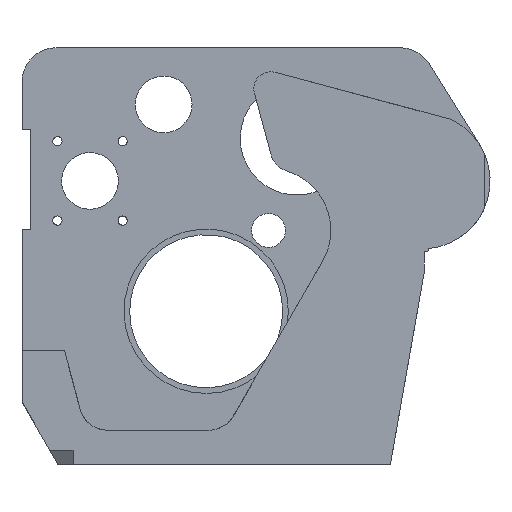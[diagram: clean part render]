
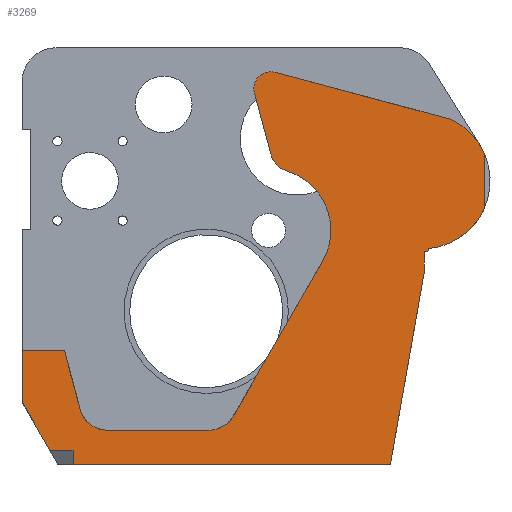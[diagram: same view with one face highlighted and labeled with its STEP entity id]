
A CAD part, left-side view. The second image highlights one B-rep face of the part: STEP entity #3269.
In plain terms, the highlighted planar face has unit normal (-1, 0, 0).
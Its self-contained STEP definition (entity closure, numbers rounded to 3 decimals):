
#189=FACE_OUTER_BOUND('',#348,.T.);
#348=EDGE_LOOP('',(#2185,#2186,#2187,#2188,#2189,#2190,#2191,#2192,#2193,
#2194,#2195,#2196,#2197,#2198,#2199,#2200,#2201,#2202,#2203,#2204,#2205,
#2206,#2207));
#549=CIRCLE('',#3449,8.);
#550=CIRCLE('',#3450,22.);
#551=CIRCLE('',#3451,10.);
#552=CIRCLE('',#3452,10.);
#553=CIRCLE('',#3453,24.);
#554=CIRCLE('',#3454,24.);
#555=CIRCLE('',#3455,6.);
#746=LINE('',#4897,#1028);
#747=LINE('',#4903,#1029);
#748=LINE('',#4907,#1030);
#749=LINE('',#4911,#1031);
#750=LINE('',#4913,#1032);
#751=LINE('',#4915,#1033);
#752=LINE('',#4917,#1034);
#753=LINE('',#4919,#1035);
#754=LINE('',#4921,#1036);
#755=LINE('',#4923,#1037);
#756=LINE('',#4925,#1038);
#757=LINE('',#4927,#1039);
#758=LINE('',#4929,#1040);
#759=LINE('',#4931,#1041);
#760=LINE('',#4935,#1042);
#761=LINE('',#4939,#1043);
#1028=VECTOR('',#3839,22.583);
#1029=VECTOR('',#3844,62.931);
#1030=VECTOR('',#3847,35.751);
#1031=VECTOR('',#3850,21.314);
#1032=VECTOR('',#3851,15.);
#1033=VECTOR('',#3852,18.);
#1034=VECTOR('',#3853,19.63);
#1035=VECTOR('',#3854,8.185);
#1036=VECTOR('',#3855,5.);
#1037=VECTOR('',#3856,112.);
#1038=VECTOR('',#3857,68.468);
#1039=VECTOR('',#3858,7.573);
#1040=VECTOR('',#3859,1.335);
#1041=VECTOR('',#3860,1.12);
#1042=VECTOR('',#3863,19.183);
#1043=VECTOR('',#3866,64.25);
#1310=VERTEX_POINT('',#4895);
#1311=VERTEX_POINT('',#4896);
#1312=VERTEX_POINT('',#4898);
#1313=VERTEX_POINT('',#4900);
#1314=VERTEX_POINT('',#4902);
#1315=VERTEX_POINT('',#4904);
#1316=VERTEX_POINT('',#4906);
#1317=VERTEX_POINT('',#4908);
#1318=VERTEX_POINT('',#4910);
#1319=VERTEX_POINT('',#4912);
#1320=VERTEX_POINT('',#4914);
#1321=VERTEX_POINT('',#4916);
#1322=VERTEX_POINT('',#4918);
#1323=VERTEX_POINT('',#4920);
#1324=VERTEX_POINT('',#4922);
#1325=VERTEX_POINT('',#4924);
#1326=VERTEX_POINT('',#4926);
#1327=VERTEX_POINT('',#4928);
#1328=VERTEX_POINT('',#4930);
#1329=VERTEX_POINT('',#4932);
#1330=VERTEX_POINT('',#4934);
#1331=VERTEX_POINT('',#4936);
#1332=VERTEX_POINT('',#4938);
#1673=EDGE_CURVE('',#1310,#1311,#746,.T.);
#1674=EDGE_CURVE('',#1312,#1310,#549,.T.);
#1675=EDGE_CURVE('',#1313,#1312,#550,.T.);
#1676=EDGE_CURVE('',#1314,#1313,#747,.T.);
#1677=EDGE_CURVE('',#1314,#1315,#551,.T.);
#1678=EDGE_CURVE('',#1316,#1315,#748,.T.);
#1679=EDGE_CURVE('',#1316,#1317,#552,.T.);
#1680=EDGE_CURVE('',#1318,#1317,#749,.T.);
#1681=EDGE_CURVE('',#1319,#1318,#750,.T.);
#1682=EDGE_CURVE('',#1320,#1319,#751,.T.);
#1683=EDGE_CURVE('',#1321,#1320,#752,.T.);
#1684=EDGE_CURVE('',#1321,#1322,#753,.T.);
#1685=EDGE_CURVE('',#1323,#1322,#754,.T.);
#1686=EDGE_CURVE('',#1324,#1323,#755,.T.);
#1687=EDGE_CURVE('',#1325,#1324,#756,.T.);
#1688=EDGE_CURVE('',#1325,#1326,#757,.T.);
#1689=EDGE_CURVE('',#1327,#1326,#758,.T.);
#1690=EDGE_CURVE('',#1328,#1327,#759,.T.);
#1691=EDGE_CURVE('',#1329,#1328,#553,.T.);
#1692=EDGE_CURVE('',#1330,#1329,#760,.T.);
#1693=EDGE_CURVE('',#1331,#1330,#554,.T.);
#1694=EDGE_CURVE('',#1332,#1331,#761,.T.);
#1695=EDGE_CURVE('',#1311,#1332,#555,.T.);
#2185=ORIENTED_EDGE('',*,*,#1673,.F.);
#2186=ORIENTED_EDGE('',*,*,#1674,.F.);
#2187=ORIENTED_EDGE('',*,*,#1675,.F.);
#2188=ORIENTED_EDGE('',*,*,#1676,.F.);
#2189=ORIENTED_EDGE('',*,*,#1677,.T.);
#2190=ORIENTED_EDGE('',*,*,#1678,.F.);
#2191=ORIENTED_EDGE('',*,*,#1679,.T.);
#2192=ORIENTED_EDGE('',*,*,#1680,.F.);
#2193=ORIENTED_EDGE('',*,*,#1681,.F.);
#2194=ORIENTED_EDGE('',*,*,#1682,.F.);
#2195=ORIENTED_EDGE('',*,*,#1683,.F.);
#2196=ORIENTED_EDGE('',*,*,#1684,.T.);
#2197=ORIENTED_EDGE('',*,*,#1685,.F.);
#2198=ORIENTED_EDGE('',*,*,#1686,.F.);
#2199=ORIENTED_EDGE('',*,*,#1687,.F.);
#2200=ORIENTED_EDGE('',*,*,#1688,.T.);
#2201=ORIENTED_EDGE('',*,*,#1689,.F.);
#2202=ORIENTED_EDGE('',*,*,#1690,.F.);
#2203=ORIENTED_EDGE('',*,*,#1691,.F.);
#2204=ORIENTED_EDGE('',*,*,#1692,.F.);
#2205=ORIENTED_EDGE('',*,*,#1693,.F.);
#2206=ORIENTED_EDGE('',*,*,#1694,.F.);
#2207=ORIENTED_EDGE('',*,*,#1695,.F.);
#3209=PLANE('',#3448);
#3269=ADVANCED_FACE('',(#189),#3209,.T.);
#3448=AXIS2_PLACEMENT_3D('',#4894,#3837,#3838);
#3449=AXIS2_PLACEMENT_3D('',#4899,#3840,#3841);
#3450=AXIS2_PLACEMENT_3D('',#4901,#3842,#3843);
#3451=AXIS2_PLACEMENT_3D('',#4905,#3845,#3846);
#3452=AXIS2_PLACEMENT_3D('',#4909,#3848,#3849);
#3453=AXIS2_PLACEMENT_3D('',#4933,#3861,#3862);
#3454=AXIS2_PLACEMENT_3D('',#4937,#3864,#3865);
#3455=AXIS2_PLACEMENT_3D('',#4940,#3867,#3868);
#3837=DIRECTION('center_axis',(-1.,0.,0.));
#3838=DIRECTION('ref_axis',(0.,0.,1.));
#3839=DIRECTION('',(0.,0.259,0.966));
#3840=DIRECTION('center_axis',(1.,0.,0.));
#3841=DIRECTION('ref_axis',(0.,0.287,-0.958));
#3842=DIRECTION('center_axis',(-1.,0.,0.));
#3843=DIRECTION('ref_axis',(0.,-0.866,-0.5));
#3844=DIRECTION('',(0.,-0.5,0.866));
#3845=DIRECTION('center_axis',(1.,0.,0.));
#3846=DIRECTION('ref_axis',(0.,-0.866,-0.5));
#3847=DIRECTION('',(0.,-1.,0.));
#3848=DIRECTION('center_axis',(1.,0.,0.));
#3849=DIRECTION('ref_axis',(0.,0.,-1.));
#3850=DIRECTION('',(0.,-0.259,-0.966));
#3851=DIRECTION('',(0.,-1.,0.));
#3852=DIRECTION('',(0.,0.,1.));
#3853=DIRECTION('',(0.,0.5,0.866));
#3854=DIRECTION('',(0.,-1.,0.));
#3855=DIRECTION('',(0.,0.,1.));
#3856=DIRECTION('',(0.,1.,0.));
#3857=DIRECTION('',(0.,0.174,-0.985));
#3858=DIRECTION('',(0.,0.,1.));
#3859=DIRECTION('',(0.,1.,0.));
#3860=DIRECTION('',(0.,0.174,-0.985));
#3861=DIRECTION('center_axis',(1.,0.,0.));
#3862=DIRECTION('ref_axis',(0.,-0.917,-0.4));
#3863=DIRECTION('',(0.,0.,-1.));
#3864=DIRECTION('center_axis',(1.,0.,0.));
#3865=DIRECTION('ref_axis',(0.,-0.427,0.904));
#3866=DIRECTION('',(0.,-0.966,-0.259));
#3867=DIRECTION('center_axis',(1.,0.,0.));
#3868=DIRECTION('ref_axis',(0.,0.966,-0.259));
#4894=CARTESIAN_POINT('Origin',(-156.,0.,0.));
#4895=CARTESIAN_POINT('',(-156.,42.106,109.164));
#4896=CARTESIAN_POINT('',(-156.,47.951,130.978));
#4897=CARTESIAN_POINT('',(-156.,42.106,109.164));
#4898=CARTESIAN_POINT('',(-156.,36.677,103.572));
#4899=CARTESIAN_POINT('Origin',(-156.,34.378,111.234));
#4900=CARTESIAN_POINT('',(-156.,23.947,71.5));
#4901=CARTESIAN_POINT('Origin',(-156.,43.,82.5));
#4902=CARTESIAN_POINT('',(-156.,55.413,17.));
#4903=CARTESIAN_POINT('',(-156.,55.413,17.));
#4904=CARTESIAN_POINT('',(-156.,64.073,12.));
#4905=CARTESIAN_POINT('Origin',(-156.,64.073,22.));
#4906=CARTESIAN_POINT('',(-156.,99.824,12.));
#4907=CARTESIAN_POINT('',(-156.,99.824,12.));
#4908=CARTESIAN_POINT('',(-156.,109.483,19.412));
#4909=CARTESIAN_POINT('Origin',(-156.,99.824,22.));
#4910=CARTESIAN_POINT('',(-156.,115.,40.));
#4911=CARTESIAN_POINT('',(-156.,115.,40.));
#4912=CARTESIAN_POINT('',(-156.,130.,40.));
#4913=CARTESIAN_POINT('',(-156.,130.,40.));
#4914=CARTESIAN_POINT('',(-156.,130.,22.));
#4915=CARTESIAN_POINT('',(-156.,130.,22.));
#4916=CARTESIAN_POINT('',(-156.,120.185,5.));
#4917=CARTESIAN_POINT('',(-156.,120.185,5.));
#4918=CARTESIAN_POINT('',(-156.,112.,5.));
#4919=CARTESIAN_POINT('',(-156.,120.185,5.));
#4920=CARTESIAN_POINT('',(-156.,112.,0.));
#4921=CARTESIAN_POINT('',(-156.,112.,0.));
#4922=CARTESIAN_POINT('',(-156.,0.,0.));
#4923=CARTESIAN_POINT('',(-156.,0.,0.));
#4924=CARTESIAN_POINT('',(-156.,-11.889,67.427));
#4925=CARTESIAN_POINT('',(-156.,-11.889,67.427));
#4926=CARTESIAN_POINT('',(-156.,-11.889,75.));
#4927=CARTESIAN_POINT('',(-156.,-11.889,67.427));
#4928=CARTESIAN_POINT('',(-156.,-13.225,75.));
#4929=CARTESIAN_POINT('',(-156.,-13.225,75.));
#4930=CARTESIAN_POINT('',(-156.,-13.419,76.103));
#4931=CARTESIAN_POINT('',(-156.,-13.419,76.103));
#4932=CARTESIAN_POINT('',(-156.,-33.2,90.408));
#4933=CARTESIAN_POINT('Origin',(-156.,-11.2,100.));
#4934=CARTESIAN_POINT('',(-156.,-33.2,109.592));
#4935=CARTESIAN_POINT('',(-156.,-33.2,109.592));
#4936=CARTESIAN_POINT('',(-156.,-21.458,121.697));
#4937=CARTESIAN_POINT('Origin',(-156.,-11.2,100.));
#4938=CARTESIAN_POINT('',(-156.,40.602,138.326));
#4939=CARTESIAN_POINT('',(-156.,40.602,138.326));
#4940=CARTESIAN_POINT('Origin',(-156.,42.155,132.531));
